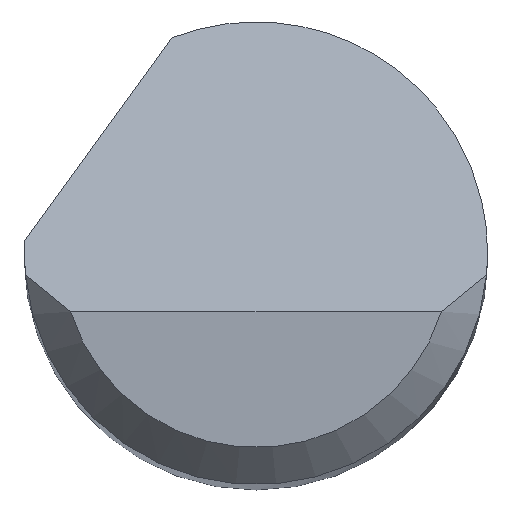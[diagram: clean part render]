
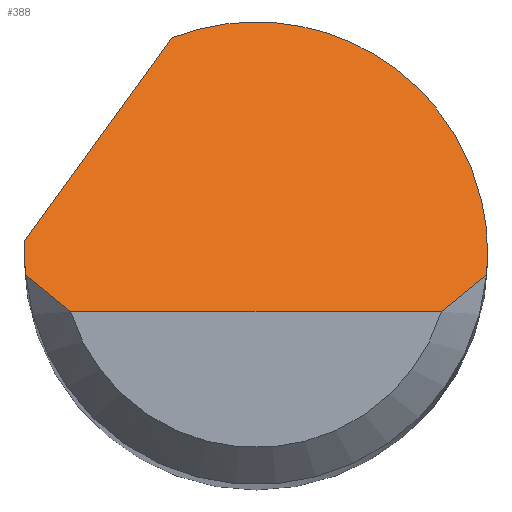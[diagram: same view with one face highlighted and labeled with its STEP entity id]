
A CAD part, top view. The second image highlights one B-rep face of the part: STEP entity #388.
In plain terms, the highlighted planar face has unit normal (0, 0.707, 0.707).
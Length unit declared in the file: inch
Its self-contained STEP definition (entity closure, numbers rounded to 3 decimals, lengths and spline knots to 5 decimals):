
#4 = CARTESIAN_POINT ( 'NONE',  ( -0.09334, -0.00875, 1.485 ) ) ;
#16 = CARTESIAN_POINT ( 'NONE',  ( -0.09375, 0., 1.47625 ) ) ;
#26 = DIRECTION ( 'NONE',  ( 1., 0., 0. ) ) ;
#51 = VERTEX_POINT ( 'NONE', #724 ) ;
#55 = DIRECTION ( 'NONE',  ( 0., -0.707, -0.707 ) ) ;
#58 = EDGE_CURVE ( 'NONE', #392, #1218, #1027, .T. ) ;
#69 = CARTESIAN_POINT ( 'NONE',  ( -0.09362, 0.005, 1.47125 ) ) ;
#121 = CARTESIAN_POINT ( 'NONE',  ( -0.08157, -0.019, 1.49525 ) ) ;
#136 = VERTEX_POINT ( 'NONE', #1127 ) ;
#154 = DIRECTION ( 'NONE',  ( 0., 0.707, -0.707 ) ) ;
#160 = ORIENTED_EDGE ( 'NONE', *, *, #605, .T. ) ;
#203 = CARTESIAN_POINT ( 'NONE',  ( -0.09371, 0.00333, 1.47292 ) ) ;
#213 =( BOUNDED_CURVE ( )  B_SPLINE_CURVE ( 3, ( #290, #295, #789, #1273 ),
 .UNSPECIFIED., .F., .F. ) 
 B_SPLINE_CURVE_WITH_KNOTS ( ( 4, 4 ),
 ( 5.91277, 7.85398 ),
 .UNSPECIFIED. ) 
 CURVE ( )  GEOMETRIC_REPRESENTATION_ITEM ( )  RATIONAL_B_SPLINE_CURVE ( ( 1., 0.71, 0.71, 1. ) ) 
 REPRESENTATION_ITEM ( '' )  );
#226 = CARTESIAN_POINT ( 'NONE',  ( 0.08761, -0.01397, 1.49022 ) ) ;
#267 = VERTEX_POINT ( 'NONE', #1113 ) ;
#290 = CARTESIAN_POINT ( 'NONE',  ( -0.03394, 0.08739, 1.38886 ) ) ;
#295 = CARTESIAN_POINT ( 'NONE',  ( 0.03379, 0.11369, 1.36256 ) ) ;
#306 = B_SPLINE_CURVE_WITH_KNOTS ( 'NONE', 3,
 ( #785, #1103, #121, #1209 ),
 .UNSPECIFIED., .F., .F.,
 ( 4, 4 ),
 ( 0., 0.00071 ),
 .UNSPECIFIED. ) ;
#368 = AXIS2_PLACEMENT_3D ( 'NONE', #743, #55, #154 ) ;
#374 = ORIENTED_EDGE ( 'NONE', *, *, #1194, .F. ) ;
#383 =( BOUNDED_CURVE ( )  B_SPLINE_CURVE ( 3, ( #4, #490, #992, #16 ),
 .UNSPECIFIED., .F., .F. ) 
 B_SPLINE_CURVE_WITH_KNOTS ( ( 4, 4 ),
 ( 4.61892, 4.71239 ),
 .UNSPECIFIED. ) 
 CURVE ( )  GEOMETRIC_REPRESENTATION_ITEM ( )  RATIONAL_B_SPLINE_CURVE ( ( 1., 0.999, 0.999, 1. ) ) 
 REPRESENTATION_ITEM ( '' )  );
#388 = ADVANCED_FACE ( 'NONE', ( #633 ), #728, .F. ) ;
#392 = VERTEX_POINT ( 'NONE', #69 ) ;
#394 = CARTESIAN_POINT ( 'NONE',  ( 0.09334, -0.00875, 1.485 ) ) ;
#401 = CARTESIAN_POINT ( 'NONE',  ( 0.08157, -0.019, 1.49525 ) ) ;
#437 = ORIENTED_EDGE ( 'NONE', *, *, #983, .F. ) ;
#490 = CARTESIAN_POINT ( 'NONE',  ( -0.09361, -0.00584, 1.48209 ) ) ;
#522 = ORIENTED_EDGE ( 'NONE', *, *, #700, .T. ) ;
#530 = LINE ( 'NONE', #1198, #580 ) ;
#554 =( BOUNDED_CURVE ( )  B_SPLINE_CURVE ( 3, ( #699, #1085, #203, #595 ),
 .UNSPECIFIED., .F., .F. ) 
 B_SPLINE_CURVE_WITH_KNOTS ( ( 4, 4 ),
 ( 4.71239, 4.76575 ),
 .UNSPECIFIED. ) 
 CURVE ( )  GEOMETRIC_REPRESENTATION_ITEM ( )  RATIONAL_B_SPLINE_CURVE ( ( 1., 1., 1., 1. ) ) 
 REPRESENTATION_ITEM ( '' )  );
#580 = VECTOR ( 'NONE', #26, 39.37008 ) ;
#590 = CARTESIAN_POINT ( 'NONE',  ( -0.09334, -0.00875, 1.485 ) ) ;
#595 = CARTESIAN_POINT ( 'NONE',  ( -0.09362, 0.005, 1.47125 ) ) ;
#605 = EDGE_CURVE ( 'NONE', #952, #136, #306, .T. ) ;
#633 = FACE_OUTER_BOUND ( 'NONE', #742, .T. ) ;
#678 = CARTESIAN_POINT ( 'NONE',  ( -0.03394, 0.08739, 1.38886 ) ) ;
#684 = CARTESIAN_POINT ( 'NONE',  ( 0.07508, -0.02375, 1.5 ) ) ;
#699 = CARTESIAN_POINT ( 'NONE',  ( -0.09375, 0., 1.47625 ) ) ;
#700 = EDGE_CURVE ( 'NONE', #136, #1061, #530, .T. ) ;
#724 = CARTESIAN_POINT ( 'NONE',  ( 0.09375, 0., 1.47625 ) ) ;
#727 = ORIENTED_EDGE ( 'NONE', *, *, #1136, .F. ) ;
#728 = PLANE ( 'NONE',  #368 ) ;
#738 = CARTESIAN_POINT ( 'NONE',  ( -0.11014, -0.01781, 1.49406 ) ) ;
#741 = EDGE_CURVE ( 'NONE', #1061, #1214, #797, .T. ) ;
#742 = EDGE_LOOP ( 'NONE', ( #522, #1049, #374, #437, #1157, #1265, #727, #160 ) ) ;
#743 = CARTESIAN_POINT ( 'NONE',  ( -0.09375, -0.02375, 1.5 ) ) ;
#781 =( BOUNDED_CURVE ( )  B_SPLINE_CURVE ( 3, ( #783, #798, #1001, #1179 ),
 .UNSPECIFIED., .F., .F. ) 
 B_SPLINE_CURVE_WITH_KNOTS ( ( 4, 4 ),
 ( 1.5708, 1.66427 ),
 .UNSPECIFIED. ) 
 CURVE ( )  GEOMETRIC_REPRESENTATION_ITEM ( )  RATIONAL_B_SPLINE_CURVE ( ( 1., 0.999, 0.999, 1. ) ) 
 REPRESENTATION_ITEM ( '' )  );
#783 = CARTESIAN_POINT ( 'NONE',  ( 0.09375, 0., 1.47625 ) ) ;
#785 = CARTESIAN_POINT ( 'NONE',  ( -0.09334, -0.00875, 1.485 ) ) ;
#789 = CARTESIAN_POINT ( 'NONE',  ( 0.09375, 0.07266, 1.40359 ) ) ;
#797 = B_SPLINE_CURVE_WITH_KNOTS ( 'NONE', 3,
 ( #684, #401, #226, #1112 ),
 .UNSPECIFIED., .F., .F.,
 ( 4, 4 ),
 ( 0., 0.00071 ),
 .UNSPECIFIED. ) ;
#798 = CARTESIAN_POINT ( 'NONE',  ( 0.09375, -0.00292, 1.47917 ) ) ;
#895 = VECTOR ( 'NONE', #1132, 39.37008 ) ;
#952 = VERTEX_POINT ( 'NONE', #590 ) ;
#983 = EDGE_CURVE ( 'NONE', #1218, #51, #213, .T. ) ;
#992 = CARTESIAN_POINT ( 'NONE',  ( -0.09375, -0.00292, 1.47917 ) ) ;
#1001 = CARTESIAN_POINT ( 'NONE',  ( 0.09361, -0.00584, 1.48209 ) ) ;
#1027 = LINE ( 'NONE', #738, #895 ) ;
#1049 = ORIENTED_EDGE ( 'NONE', *, *, #741, .T. ) ;
#1061 = VERTEX_POINT ( 'NONE', #1155 ) ;
#1085 = CARTESIAN_POINT ( 'NONE',  ( -0.09375, 0.00167, 1.47458 ) ) ;
#1103 = CARTESIAN_POINT ( 'NONE',  ( -0.08761, -0.01397, 1.49022 ) ) ;
#1112 = CARTESIAN_POINT ( 'NONE',  ( 0.09334, -0.00875, 1.485 ) ) ;
#1113 = CARTESIAN_POINT ( 'NONE',  ( -0.09375, 0., 1.47625 ) ) ;
#1127 = CARTESIAN_POINT ( 'NONE',  ( -0.07508, -0.02375, 1.5 ) ) ;
#1132 = DIRECTION ( 'NONE',  ( 0.456, 0.629, -0.629 ) ) ;
#1136 = EDGE_CURVE ( 'NONE', #952, #267, #383, .T. ) ;
#1155 = CARTESIAN_POINT ( 'NONE',  ( 0.07508, -0.02375, 1.5 ) ) ;
#1157 = ORIENTED_EDGE ( 'NONE', *, *, #58, .F. ) ;
#1175 = EDGE_CURVE ( 'NONE', #267, #392, #554, .T. ) ;
#1179 = CARTESIAN_POINT ( 'NONE',  ( 0.09334, -0.00875, 1.485 ) ) ;
#1194 = EDGE_CURVE ( 'NONE', #51, #1214, #781, .T. ) ;
#1198 = CARTESIAN_POINT ( 'NONE',  ( 0., -0.02375, 1.5 ) ) ;
#1209 = CARTESIAN_POINT ( 'NONE',  ( -0.07508, -0.02375, 1.5 ) ) ;
#1214 = VERTEX_POINT ( 'NONE', #394 ) ;
#1218 = VERTEX_POINT ( 'NONE', #678 ) ;
#1265 = ORIENTED_EDGE ( 'NONE', *, *, #1175, .F. ) ;
#1273 = CARTESIAN_POINT ( 'NONE',  ( 0.09375, 0., 1.47625 ) ) ;
